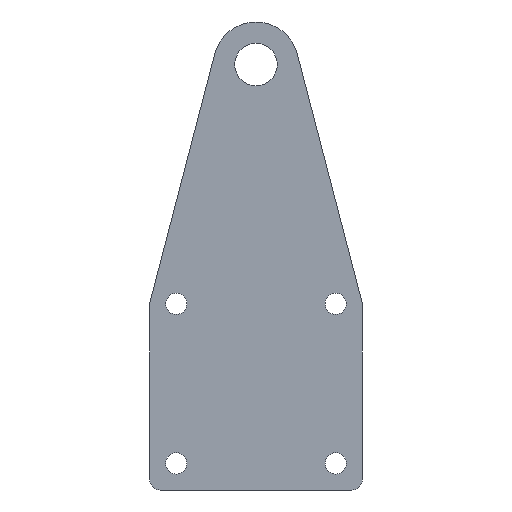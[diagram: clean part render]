
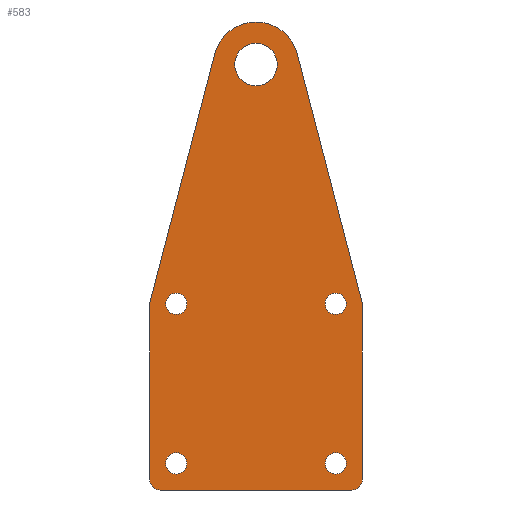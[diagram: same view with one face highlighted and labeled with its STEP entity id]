
A CAD part, front view. The second image highlights one B-rep face of the part: STEP entity #583.
In plain terms, the highlighted planar face has unit normal (0, -1, 0).
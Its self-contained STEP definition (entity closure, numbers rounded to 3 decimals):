
#409=CARTESIAN_POINT('',(0.,0.,30.));
#410=DIRECTION('',(0.,1.,0.));
#411=DIRECTION('',(0.,0.,1.));
#412=AXIS2_PLACEMENT_3D('',#409,#410,#411);
#413=PLANE('',#412);
#414=CARTESIAN_POINT('',(-7.5,0.,8.5));
#415=VERTEX_POINT('',#414);
#416=CARTESIAN_POINT('',(-7.5,0.,6.5));
#417=VERTEX_POINT('',#416);
#418=CARTESIAN_POINT('',(-7.5,0.,7.5));
#419=DIRECTION('',(0.,1.,0.));
#420=DIRECTION('',(0.,-0.,1.));
#421=AXIS2_PLACEMENT_3D('',#418,#419,#420);
#422=CIRCLE('',#421,1.);
#423=EDGE_CURVE('',#415,#417,#422,.T.);
#424=ORIENTED_EDGE('',*,*,#423,.T.);
#425=CARTESIAN_POINT('',(-7.5,0.,7.5));
#426=DIRECTION('',(0.,1.,0.));
#427=DIRECTION('',(0.,-0.,1.));
#428=AXIS2_PLACEMENT_3D('',#425,#426,#427);
#429=CIRCLE('',#428,1.);
#430=EDGE_CURVE('',#417,#415,#429,.T.);
#431=ORIENTED_EDGE('',*,*,#430,.T.);
#432=EDGE_LOOP('',(#424,#431));
#433=FACE_BOUND('',#432,.T.);
#434=CARTESIAN_POINT('',(7.5,0.,-6.5));
#435=VERTEX_POINT('',#434);
#436=CARTESIAN_POINT('',(7.5,0.,-8.5));
#437=VERTEX_POINT('',#436);
#438=CARTESIAN_POINT('',(7.5,0.,-7.5));
#439=DIRECTION('',(0.,1.,0.));
#440=DIRECTION('',(0.,-0.,1.));
#441=AXIS2_PLACEMENT_3D('',#438,#439,#440);
#442=CIRCLE('',#441,1.);
#443=EDGE_CURVE('',#435,#437,#442,.T.);
#444=ORIENTED_EDGE('',*,*,#443,.T.);
#445=CARTESIAN_POINT('',(7.5,0.,-7.5));
#446=DIRECTION('',(0.,1.,0.));
#447=DIRECTION('',(0.,-0.,1.));
#448=AXIS2_PLACEMENT_3D('',#445,#446,#447);
#449=CIRCLE('',#448,1.);
#450=EDGE_CURVE('',#437,#435,#449,.T.);
#451=ORIENTED_EDGE('',*,*,#450,.T.);
#452=EDGE_LOOP('',(#444,#451));
#453=FACE_BOUND('',#452,.T.);
#454=CARTESIAN_POINT('',(-10.,0.,7.5));
#455=VERTEX_POINT('',#454);
#456=CARTESIAN_POINT('',(-3.871,0.,31.009));
#457=VERTEX_POINT('',#456);
#458=CARTESIAN_POINT('',(-10.,0.,7.5));
#459=DIRECTION('',(0.252,0.,0.968));
#460=VECTOR('',#459,24.295);
#461=LINE('',#458,#460);
#462=EDGE_CURVE('',#455,#457,#461,.T.);
#463=ORIENTED_EDGE('',*,*,#462,.F.);
#464=CARTESIAN_POINT('',(-10.,0.,-9.));
#465=VERTEX_POINT('',#464);
#466=CARTESIAN_POINT('',(-10.,0.,-9.));
#467=DIRECTION('',(0.,0.,1.));
#468=VECTOR('',#467,16.5);
#469=LINE('',#466,#468);
#470=EDGE_CURVE('',#465,#455,#469,.T.);
#471=ORIENTED_EDGE('',*,*,#470,.F.);
#472=CARTESIAN_POINT('',(-9.,0.,-10.));
#473=VERTEX_POINT('',#472);
#474=CARTESIAN_POINT('',(-9.,0.,-9.));
#475=DIRECTION('',(0.,1.,0.));
#476=DIRECTION('',(0.,0.,-1.));
#477=AXIS2_PLACEMENT_3D('',#474,#475,#476);
#478=CIRCLE('',#477,1.);
#479=EDGE_CURVE('',#473,#465,#478,.T.);
#480=ORIENTED_EDGE('',*,*,#479,.F.);
#481=CARTESIAN_POINT('',(9.,0.,-10.));
#482=VERTEX_POINT('',#481);
#483=CARTESIAN_POINT('',(9.,0.,-10.));
#484=DIRECTION('',(-1.,0.,0.));
#485=VECTOR('',#484,18.);
#486=LINE('',#483,#485);
#487=EDGE_CURVE('',#482,#473,#486,.T.);
#488=ORIENTED_EDGE('',*,*,#487,.F.);
#489=CARTESIAN_POINT('',(10.,0.,-9.));
#490=VERTEX_POINT('',#489);
#491=CARTESIAN_POINT('',(9.,0.,-9.));
#492=DIRECTION('',(0.,1.,0.));
#493=DIRECTION('',(0.,0.,-1.));
#494=AXIS2_PLACEMENT_3D('',#491,#492,#493);
#495=CIRCLE('',#494,1.);
#496=EDGE_CURVE('',#490,#482,#495,.T.);
#497=ORIENTED_EDGE('',*,*,#496,.F.);
#498=CARTESIAN_POINT('',(10.,0.,7.5));
#499=VERTEX_POINT('',#498);
#500=CARTESIAN_POINT('',(10.,0.,7.5));
#501=DIRECTION('',(-0.,0.,-1.));
#502=VECTOR('',#501,16.5);
#503=LINE('',#500,#502);
#504=EDGE_CURVE('',#499,#490,#503,.T.);
#505=ORIENTED_EDGE('',*,*,#504,.F.);
#506=CARTESIAN_POINT('',(3.871,0.,31.009));
#507=VERTEX_POINT('',#506);
#508=CARTESIAN_POINT('',(3.871,0.,31.009));
#509=DIRECTION('',(0.252,0.,-0.968));
#510=VECTOR('',#509,24.295);
#511=LINE('',#508,#510);
#512=EDGE_CURVE('',#507,#499,#511,.T.);
#513=ORIENTED_EDGE('',*,*,#512,.F.);
#514=CARTESIAN_POINT('',(0.,0.,30.));
#515=DIRECTION('',(0.,1.,0.));
#516=DIRECTION('',(0.,-0.,1.));
#517=AXIS2_PLACEMENT_3D('',#514,#515,#516);
#518=CIRCLE('',#517,4.);
#519=EDGE_CURVE('',#457,#507,#518,.T.);
#520=ORIENTED_EDGE('',*,*,#519,.F.);
#521=EDGE_LOOP('',(#463,#471,#480,#488,#497,#505,#513,#520));
#522=FACE_BOUND('',#521,.T.);
#523=CARTESIAN_POINT('',(-7.5,0.,-6.5));
#524=VERTEX_POINT('',#523);
#525=CARTESIAN_POINT('',(-7.5,0.,-8.5));
#526=VERTEX_POINT('',#525);
#527=CARTESIAN_POINT('',(-7.5,0.,-7.5));
#528=DIRECTION('',(0.,1.,0.));
#529=DIRECTION('',(0.,-0.,1.));
#530=AXIS2_PLACEMENT_3D('',#527,#528,#529);
#531=CIRCLE('',#530,1.);
#532=EDGE_CURVE('',#524,#526,#531,.T.);
#533=ORIENTED_EDGE('',*,*,#532,.T.);
#534=CARTESIAN_POINT('',(-7.5,0.,-7.5));
#535=DIRECTION('',(0.,1.,0.));
#536=DIRECTION('',(0.,-0.,1.));
#537=AXIS2_PLACEMENT_3D('',#534,#535,#536);
#538=CIRCLE('',#537,1.);
#539=EDGE_CURVE('',#526,#524,#538,.T.);
#540=ORIENTED_EDGE('',*,*,#539,.T.);
#541=EDGE_LOOP('',(#533,#540));
#542=FACE_BOUND('',#541,.T.);
#543=CARTESIAN_POINT('',(7.5,0.,8.5));
#544=VERTEX_POINT('',#543);
#545=CARTESIAN_POINT('',(7.5,0.,6.5));
#546=VERTEX_POINT('',#545);
#547=CARTESIAN_POINT('',(7.5,0.,7.5));
#548=DIRECTION('',(0.,1.,0.));
#549=DIRECTION('',(0.,-0.,1.));
#550=AXIS2_PLACEMENT_3D('',#547,#548,#549);
#551=CIRCLE('',#550,1.);
#552=EDGE_CURVE('',#544,#546,#551,.T.);
#553=ORIENTED_EDGE('',*,*,#552,.T.);
#554=CARTESIAN_POINT('',(7.5,0.,7.5));
#555=DIRECTION('',(0.,1.,0.));
#556=DIRECTION('',(0.,-0.,1.));
#557=AXIS2_PLACEMENT_3D('',#554,#555,#556);
#558=CIRCLE('',#557,1.);
#559=EDGE_CURVE('',#546,#544,#558,.T.);
#560=ORIENTED_EDGE('',*,*,#559,.T.);
#561=EDGE_LOOP('',(#553,#560));
#562=FACE_BOUND('',#561,.T.);
#563=CARTESIAN_POINT('',(0.,0.,32.));
#564=VERTEX_POINT('',#563);
#565=CARTESIAN_POINT('',(0.,0.,28.));
#566=VERTEX_POINT('',#565);
#567=CARTESIAN_POINT('',(0.,0.,30.));
#568=DIRECTION('',(0.,1.,0.));
#569=DIRECTION('',(0.,-0.,1.));
#570=AXIS2_PLACEMENT_3D('',#567,#568,#569);
#571=CIRCLE('',#570,2.);
#572=EDGE_CURVE('',#564,#566,#571,.T.);
#573=ORIENTED_EDGE('',*,*,#572,.T.);
#574=CARTESIAN_POINT('',(0.,0.,30.));
#575=DIRECTION('',(0.,1.,0.));
#576=DIRECTION('',(0.,-0.,1.));
#577=AXIS2_PLACEMENT_3D('',#574,#575,#576);
#578=CIRCLE('',#577,2.);
#579=EDGE_CURVE('',#566,#564,#578,.T.);
#580=ORIENTED_EDGE('',*,*,#579,.T.);
#581=EDGE_LOOP('',(#573,#580));
#582=FACE_BOUND('',#581,.T.);
#583=ADVANCED_FACE('',(#433,#453,#522,#542,#562,#582),#413,.F.);
